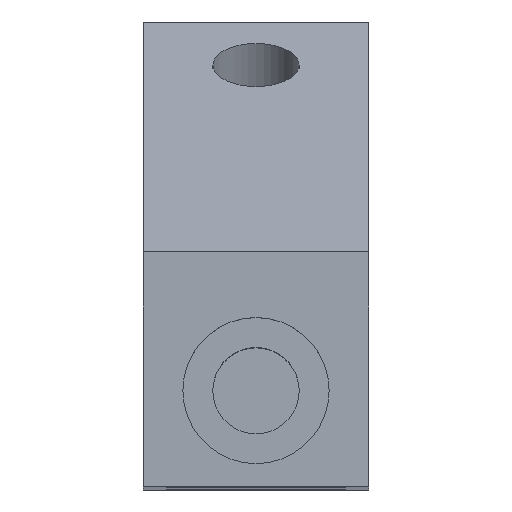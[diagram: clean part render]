
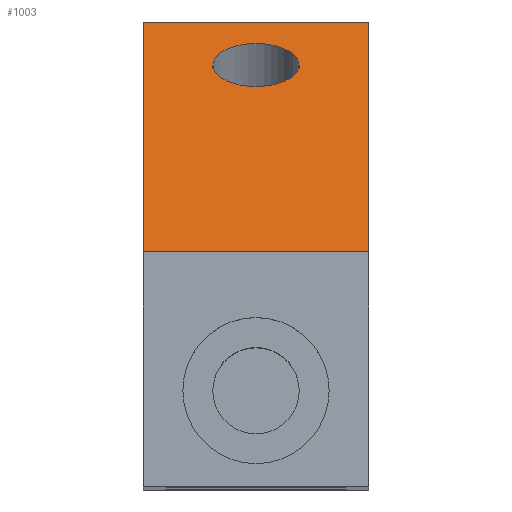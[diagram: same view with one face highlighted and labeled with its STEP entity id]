
A CAD part, top view. The second image highlights one B-rep face of the part: STEP entity #1003.
In plain terms, the highlighted planar face has unit normal (0, 0.866, 0.5).
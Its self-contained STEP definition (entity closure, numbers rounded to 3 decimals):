
#45=FACE_BOUND('',#186,.T.);
#63=CIRCLE('',#1100,6.5);
#114=FACE_OUTER_BOUND('',#185,.T.);
#185=EDGE_LOOP('',(#857,#858,#859,#860));
#186=EDGE_LOOP('',(#861));
#288=LINE('',#1608,#398);
#293=LINE('',#1619,#403);
#294=LINE('',#1622,#404);
#297=LINE('',#1629,#407);
#398=VECTOR('',#1318,10.);
#403=VECTOR('',#1329,10.);
#404=VECTOR('',#1332,10.);
#407=VECTOR('',#1339,10.);
#489=VERTEX_POINT('',#1605);
#490=VERTEX_POINT('',#1607);
#493=VERTEX_POINT('',#1617);
#494=VERTEX_POINT('',#1621);
#497=VERTEX_POINT('',#1630);
#611=EDGE_CURVE('',#489,#490,#288,.T.);
#617=EDGE_CURVE('',#493,#490,#293,.T.);
#618=EDGE_CURVE('',#494,#493,#294,.T.);
#622=EDGE_CURVE('',#489,#494,#297,.T.);
#623=EDGE_CURVE('',#497,#497,#63,.T.);
#857=ORIENTED_EDGE('',*,*,#617,.T.);
#858=ORIENTED_EDGE('',*,*,#611,.F.);
#859=ORIENTED_EDGE('',*,*,#622,.T.);
#860=ORIENTED_EDGE('',*,*,#618,.T.);
#861=ORIENTED_EDGE('',*,*,#623,.T.);
#954=PLANE('',#1099);
#1003=ADVANCED_FACE('',(#114,#45),#954,.T.);
#1099=AXIS2_PLACEMENT_3D('',#1628,#1337,#1338);
#1100=AXIS2_PLACEMENT_3D('',#1631,#1340,#1341);
#1318=DIRECTION('',(0.,-0.5,0.866));
#1329=DIRECTION('',(1.,0.,0.));
#1332=DIRECTION('',(0.,-0.5,0.866));
#1337=DIRECTION('center_axis',(0.,0.866,0.5));
#1338=DIRECTION('ref_axis',(0.,0.5,-0.866));
#1339=DIRECTION('',(-1.,0.,0.));
#1340=DIRECTION('center_axis',(0.,-0.866,
-0.5));
#1341=DIRECTION('ref_axis',(1.,0.,0.));
#1605=CARTESIAN_POINT('',(15.901,50.,91.132));
#1607=CARTESIAN_POINT('',(15.901,15.308,151.221));
#1608=CARTESIAN_POINT('',(15.901,50.,91.132));
#1617=CARTESIAN_POINT('',(-18.099,15.308,151.221));
#1619=CARTESIAN_POINT('',(15.901,15.308,151.221));
#1621=CARTESIAN_POINT('',(-18.099,50.,91.132));
#1622=CARTESIAN_POINT('',(-18.099,-2.5,182.065));
#1628=CARTESIAN_POINT('Origin',(15.901,-20.,212.376));
#1629=CARTESIAN_POINT('',(7.401,50.,91.132));
#1630=CARTESIAN_POINT('',(-7.599,43.5,102.391));
#1631=CARTESIAN_POINT('Origin',(-1.099,43.5,102.391));
